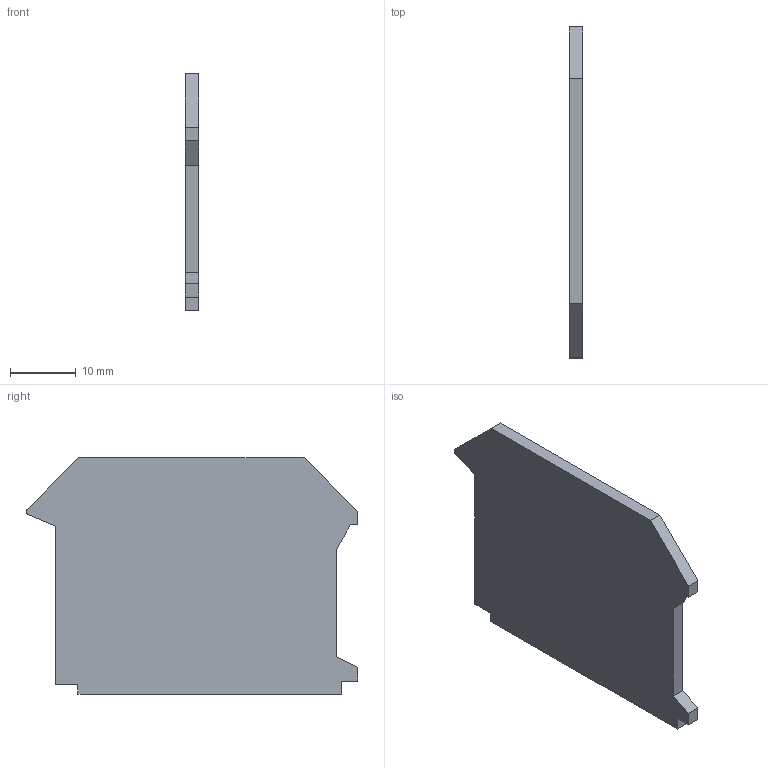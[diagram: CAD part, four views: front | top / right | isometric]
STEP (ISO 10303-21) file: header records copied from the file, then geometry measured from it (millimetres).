
FILE_DESCRIPTION(('Creo Elements/Direct Modeling STEP Export'),'2;1');
FILE_NAME('model.stp','2019-04-30T 1:49:30',(''),(''),'Creo Elements/Direct Modeling STEP processor for AP214 (Solid Model)','Creo Elements/Direct Modeling 20.1A 29-Sep-2018 (C) Parametric Technology GmbH','');
FILE_SCHEMA(('AUTOMOTIVE_DESIGN { 1 0 10303 214 1 1 1 1 }'));
Length unit declared in the file: millimetre
Products named in the file (2): D_UK_5_TWIN_BU_select
Assembly tree (1 placements, depth 2):
  D_UK_5_TWIN_BU_select
    D_UK_5_TWIN_BU_select
Bounding box: 2 x 50.31 x 35.9 mm (x, y, z)
Volume: 3099.2 mm3; surface area: 3429.4 mm2
Topology: 1 solids, 1 shells, 19 faces, 51 edges, 34 vertices
Faces by surface type: plane 18, cylinder 1
Entity records: 784 total; most frequent: CARTESIAN_POINT 106, ORIENTED_EDGE 102, DIRECTION 95, EDGE_CURVE 51, VECTOR 49, LINE 49, VERTEX_POINT 34, AXIS2_PLACEMENT_3D 23
